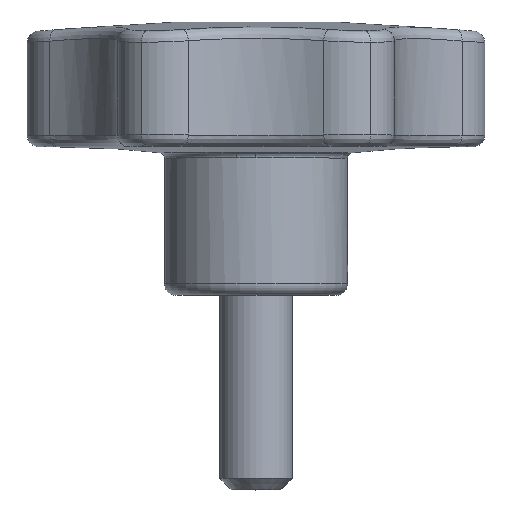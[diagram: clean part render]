
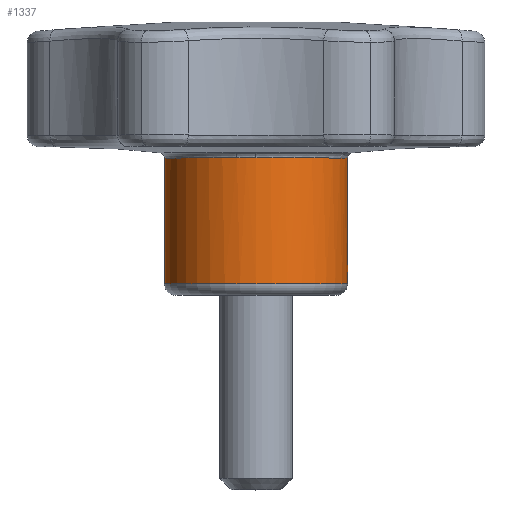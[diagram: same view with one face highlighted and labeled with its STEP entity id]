
A CAD part, top view. The second image highlights one B-rep face of the part: STEP entity #1337.
In plain terms, the highlighted cylindrical face has radius 8 mm (diameter 16 mm), a full revolution.
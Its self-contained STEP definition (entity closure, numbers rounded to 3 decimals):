
#85=CYLINDRICAL_SURFACE('',#1456,8.);
#108=LINE('',#7330,#167);
#167=VECTOR('',#1666,8.);
#244=CIRCLE('',#1457,8.);
#245=CIRCLE('',#1458,8.);
#321=FACE_OUTER_BOUND('',#408,.T.);
#408=EDGE_LOOP('',(#1128,#1129,#1130,#1131,#1132,#1133,#1134));
#434=B_SPLINE_CURVE_WITH_KNOTS('',3,(#2437,#2438,#2439,#2440,#2441,#2442,
#2443,#2444,#2445,#2446,#2447,#2448,#2449,#2450,#2451,#2452,#2453,#2454,
#2455,#2456,#2457,#2458,#2459,#2460,#2461,#2462,#2463,#2464,#2465,#2466,
#2467,#2468,#2469,#2470,#2471,#2472,#2473,#2474,#2475,#2476,#2477,#2478),
 .UNSPECIFIED.,.F.,.F.,(4,2,2,2,2,2,2,2,2,2,2,2,2,2,2,2,2,2,2,2,4),(0.5,
0.531,0.563,0.594,0.609,0.625,0.656,0.688,0.703,0.719,0.75,
0.781,0.813,0.828,0.844,0.875,0.906,0.922,0.938,0.969,1.),
 .UNSPECIFIED.);
#435=B_SPLINE_CURVE_WITH_KNOTS('',3,(#2479,#2480,#2481,#2482,#2483,#2484,
#2485,#2486,#2487,#2488,#2489,#2490,#2491,#2492,#2493,#2494,#2495,#2496,
#2497,#2498,#2499,#2500,#2501,#2502,#2503,#2504,#2505,#2506,#2507,#2508,
#2509,#2510,#2511,#2512,#2513,#2514,#2515,#2516,#2517,#2518,#2519,#2520,
#2521,#2522,#2523),.UNSPECIFIED.,.F.,.F.,(4,2,2,2,2,2,2,2,2,2,2,2,2,2,2,
2,2,2,1,2,2,2,4),(0.033,0.063,0.078,
0.094,0.125,0.156,0.188,0.203,0.219,0.25,0.281,0.297,
0.313,0.344,0.359,0.375,0.406,0.422,0.438,0.453,0.469,
0.5,0.5),.UNSPECIFIED.);
#509=B_SPLINE_CURVE_WITH_KNOTS('',3,(#7323,#7324,#7325,#7326,#7327,#7328),
 .UNSPECIFIED.,.F.,.F.,(4,2,4),(0.,0.031,0.033),
 .UNSPECIFIED.);
#513=VERTEX_POINT('',#1955);
#515=VERTEX_POINT('',#2432);
#516=VERTEX_POINT('',#2436);
#602=VERTEX_POINT('',#7329);
#603=VERTEX_POINT('',#7331);
#638=EDGE_CURVE('',#516,#515,#434,.T.);
#639=EDGE_CURVE('',#513,#516,#435,.T.);
#785=EDGE_CURVE('',#515,#513,#509,.T.);
#786=EDGE_CURVE('',#516,#602,#108,.T.);
#787=EDGE_CURVE('',#602,#603,#244,.T.);
#788=EDGE_CURVE('',#603,#602,#245,.T.);
#1128=ORIENTED_EDGE('',*,*,#785,.T.);
#1129=ORIENTED_EDGE('',*,*,#639,.T.);
#1130=ORIENTED_EDGE('',*,*,#786,.T.);
#1131=ORIENTED_EDGE('',*,*,#787,.T.);
#1132=ORIENTED_EDGE('',*,*,#788,.T.);
#1133=ORIENTED_EDGE('',*,*,#786,.F.);
#1134=ORIENTED_EDGE('',*,*,#638,.T.);
#1337=ADVANCED_FACE('',(#321),#85,.T.);
#1456=AXIS2_PLACEMENT_3D('',#7322,#1664,#1665);
#1457=AXIS2_PLACEMENT_3D('',#7332,#1667,#1668);
#1458=AXIS2_PLACEMENT_3D('',#7333,#1669,#1670);
#1664=DIRECTION('center_axis',(0.,1.,0.));
#1665=DIRECTION('ref_axis',(0.,0.,1.));
#1666=DIRECTION('',(0.,-1.,0.));
#1667=DIRECTION('center_axis',(0.,1.,0.));
#1668=DIRECTION('ref_axis',(0.,0.,1.));
#1669=DIRECTION('center_axis',(0.,1.,0.));
#1670=DIRECTION('ref_axis',(0.,0.,1.));
#1955=CARTESIAN_POINT('',(-1.675,-0.985,7.823));
#2432=CARTESIAN_POINT('',(0.,-0.984,8.));
#2436=CARTESIAN_POINT('',(0.,-0.984,-8.));
#2437=CARTESIAN_POINT('Ctrl Pts',(0.,-0.984,
-8.));
#2438=CARTESIAN_POINT('Ctrl Pts',(0.52,-0.984,
-8.));
#2439=CARTESIAN_POINT('Ctrl Pts',(1.047,-0.985,-7.948));
#2440=CARTESIAN_POINT('Ctrl Pts',(2.076,-0.986,-7.744));
#2441=CARTESIAN_POINT('Ctrl Pts',(2.584,-0.987,-7.589));
#2442=CARTESIAN_POINT('Ctrl Pts',(3.551,-0.99,-7.188));
#2443=CARTESIAN_POINT('Ctrl Pts',(4.01,-0.991,-6.942));
#2444=CARTESIAN_POINT('Ctrl Pts',(4.663,-0.992,-6.506));
#2445=CARTESIAN_POINT('Ctrl Pts',(4.876,-0.992,-6.348));
#2446=CARTESIAN_POINT('Ctrl Pts',(5.282,-0.994,-6.014));
#2447=CARTESIAN_POINT('Ctrl Pts',(5.475,-0.994,-5.839));
#2448=CARTESIAN_POINT('Ctrl Pts',(6.028,-0.996,-5.286));
#2449=CARTESIAN_POINT('Ctrl Pts',(6.359,-0.999,-4.883));
#2450=CARTESIAN_POINT('Ctrl Pts',(6.945,-1.005,-4.005));
#2451=CARTESIAN_POINT('Ctrl Pts',(7.192,-1.01,-3.543));
#2452=CARTESIAN_POINT('Ctrl Pts',(7.491,-1.016,-2.821));
#2453=CARTESIAN_POINT('Ctrl Pts',(7.579,-1.018,-2.575));
#2454=CARTESIAN_POINT('Ctrl Pts',(7.731,-1.022,-2.074));
#2455=CARTESIAN_POINT('Ctrl Pts',(7.796,-1.024,-1.816));
#2456=CARTESIAN_POINT('Ctrl Pts',(7.949,-1.028,-1.044));
#2457=CARTESIAN_POINT('Ctrl Pts',(8.,-1.03,-0.526));
#2458=CARTESIAN_POINT('Ctrl Pts',(8.,-1.03,0.519));
#2459=CARTESIAN_POINT('Ctrl Pts',(7.948,-1.028,1.049));
#2460=CARTESIAN_POINT('Ctrl Pts',(7.744,-1.022,2.073));
#2461=CARTESIAN_POINT('Ctrl Pts',(7.594,-1.018,2.572));
#2462=CARTESIAN_POINT('Ctrl Pts',(7.293,-1.012,3.299));
#2463=CARTESIAN_POINT('Ctrl Pts',(7.179,-1.01,3.539));
#2464=CARTESIAN_POINT('Ctrl Pts',(6.932,-1.005,4.001));
#2465=CARTESIAN_POINT('Ctrl Pts',(6.798,-1.004,4.225));
#2466=CARTESIAN_POINT('Ctrl Pts',(6.364,-0.999,4.875));
#2467=CARTESIAN_POINT('Ctrl Pts',(6.032,-0.996,5.281));
#2468=CARTESIAN_POINT('Ctrl Pts',(5.287,-0.993,6.027));
#2469=CARTESIAN_POINT('Ctrl Pts',(4.884,-0.992,6.358));
#2470=CARTESIAN_POINT('Ctrl Pts',(4.234,-0.991,6.793));
#2471=CARTESIAN_POINT('Ctrl Pts',(4.01,-0.991,6.928));
#2472=CARTESIAN_POINT('Ctrl Pts',(3.546,-0.99,7.176));
#2473=CARTESIAN_POINT('Ctrl Pts',(3.307,-0.989,7.289));
#2474=CARTESIAN_POINT('Ctrl Pts',(2.582,-0.987,7.59));
#2475=CARTESIAN_POINT('Ctrl Pts',(2.084,-0.986,7.742));
#2476=CARTESIAN_POINT('Ctrl Pts',(1.057,-0.985,7.947));
#2477=CARTESIAN_POINT('Ctrl Pts',(0.528,-0.984,
8.));
#2478=CARTESIAN_POINT('Ctrl Pts',(0.,-0.984,
8.));
#2479=CARTESIAN_POINT('Ctrl Pts',(-1.675,-0.985,
7.823));
#2480=CARTESIAN_POINT('Ctrl Pts',(-2.155,-0.986,
7.72));
#2481=CARTESIAN_POINT('Ctrl Pts',(-2.62,-0.987,
7.574));
#2482=CARTESIAN_POINT('Ctrl Pts',(-3.309,-0.988,
7.288));
#2483=CARTESIAN_POINT('Ctrl Pts',(-3.545,-0.988,
7.177));
#2484=CARTESIAN_POINT('Ctrl Pts',(-4.007,-0.989,
6.929));
#2485=CARTESIAN_POINT('Ctrl Pts',(-4.234,-0.99,
6.793));
#2486=CARTESIAN_POINT('Ctrl Pts',(-4.889,-0.991,
6.354));
#2487=CARTESIAN_POINT('Ctrl Pts',(-5.291,-0.991,
6.023));
#2488=CARTESIAN_POINT('Ctrl Pts',(-6.029,-0.994,
5.284));
#2489=CARTESIAN_POINT('Ctrl Pts',(-6.366,-0.996,4.873));
#2490=CARTESIAN_POINT('Ctrl Pts',(-6.946,-1.003,4.004));
#2491=CARTESIAN_POINT('Ctrl Pts',(-7.191,-1.007,3.544));
#2492=CARTESIAN_POINT('Ctrl Pts',(-7.492,-1.013,2.817));
#2493=CARTESIAN_POINT('Ctrl Pts',(-7.582,-1.015,2.567));
#2494=CARTESIAN_POINT('Ctrl Pts',(-7.733,-1.019,2.065));
#2495=CARTESIAN_POINT('Ctrl Pts',(-7.796,-1.021,1.812));
#2496=CARTESIAN_POINT('Ctrl Pts',(-7.948,-1.025,1.045));
#2497=CARTESIAN_POINT('Ctrl Pts',(-8.,-1.027,0.524));
#2498=CARTESIAN_POINT('Ctrl Pts',(-8.,-1.027,-0.531));
#2499=CARTESIAN_POINT('Ctrl Pts',(-7.948,-1.025,-1.05));
#2500=CARTESIAN_POINT('Ctrl Pts',(-7.795,-1.021,-1.817));
#2501=CARTESIAN_POINT('Ctrl Pts',(-7.732,-1.019,-2.071));
#2502=CARTESIAN_POINT('Ctrl Pts',(-7.579,-1.015,-2.574));
#2503=CARTESIAN_POINT('Ctrl Pts',(-7.49,-1.013,-2.823));
#2504=CARTESIAN_POINT('Ctrl Pts',(-7.189,-1.007,-3.548));
#2505=CARTESIAN_POINT('Ctrl Pts',(-6.943,-1.003,-4.008));
#2506=CARTESIAN_POINT('Ctrl Pts',(-6.508,-0.998,
-4.66));
#2507=CARTESIAN_POINT('Ctrl Pts',(-6.35,-0.997,
-4.873));
#2508=CARTESIAN_POINT('Ctrl Pts',(-6.016,-0.994,
-5.28));
#2509=CARTESIAN_POINT('Ctrl Pts',(-5.84,-0.994,
-5.473));
#2510=CARTESIAN_POINT('Ctrl Pts',(-5.287,-0.991,
-6.026));
#2511=CARTESIAN_POINT('Ctrl Pts',(-4.885,-0.991,
-6.357));
#2512=CARTESIAN_POINT('Ctrl Pts',(-4.228,-0.99,-6.797));
#2513=CARTESIAN_POINT('Ctrl Pts',(-4.001,-0.989,
-6.932));
#2514=CARTESIAN_POINT('Ctrl Pts',(-3.54,-0.988,
-7.179));
#2515=CARTESIAN_POINT('Ctrl Pts',(-3.069,-0.987,
-7.402));
#2516=CARTESIAN_POINT('Ctrl Pts',(-2.578,-0.987,
-7.578));
#2517=CARTESIAN_POINT('Ctrl Pts',(-2.077,-0.986,
-7.73));
#2518=CARTESIAN_POINT('Ctrl Pts',(-1.82,-0.985,
-7.795));
#2519=CARTESIAN_POINT('Ctrl Pts',(-1.047,-0.984,
-7.949));
#2520=CARTESIAN_POINT('Ctrl Pts',(-0.528,-0.984,
-8.));
#2521=CARTESIAN_POINT('Ctrl Pts',(-0.004,-0.984,
-8.));
#2522=CARTESIAN_POINT('Ctrl Pts',(-0.002,-0.984,
-8.));
#2523=CARTESIAN_POINT('Ctrl Pts',(0.,-0.984,
-8.));
#7322=CARTESIAN_POINT('Origin',(0.,-13.,0.));
#7323=CARTESIAN_POINT('Ctrl Pts',(0.,-0.984,
8.));
#7324=CARTESIAN_POINT('Ctrl Pts',(-0.528,-0.984,
8.));
#7325=CARTESIAN_POINT('Ctrl Pts',(-1.051,-0.984,
7.948));
#7326=CARTESIAN_POINT('Ctrl Pts',(-1.604,-0.985,7.838));
#7327=CARTESIAN_POINT('Ctrl Pts',(-1.639,-0.985,
7.83));
#7328=CARTESIAN_POINT('Ctrl Pts',(-1.675,-0.985,
7.823));
#7329=CARTESIAN_POINT('',(0.,-12.,-8.));
#7330=CARTESIAN_POINT('',(0.,-13.,-8.));
#7331=CARTESIAN_POINT('',(0.,-12.,8.));
#7332=CARTESIAN_POINT('Origin',(0.,-12.,0.));
#7333=CARTESIAN_POINT('Origin',(0.,-12.,0.));
